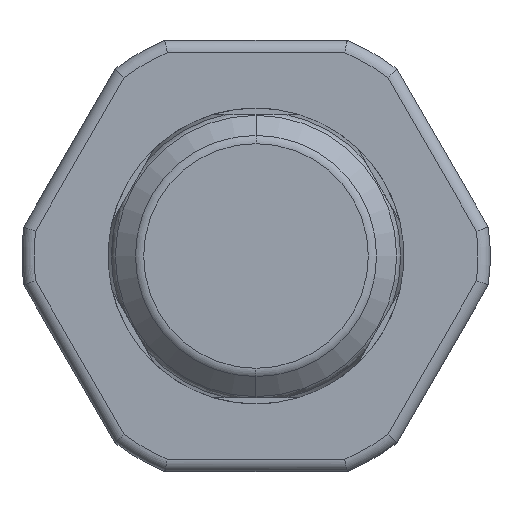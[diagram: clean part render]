
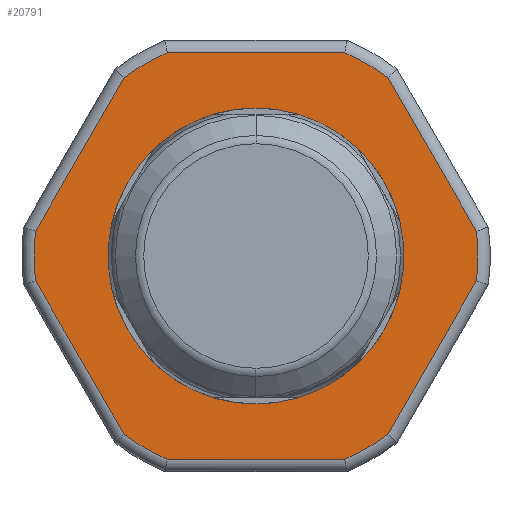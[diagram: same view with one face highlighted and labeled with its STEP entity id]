
A CAD part, front view. The second image highlights one B-rep face of the part: STEP entity #20791.
In plain terms, the highlighted planar face has unit normal (0, -1, 0).
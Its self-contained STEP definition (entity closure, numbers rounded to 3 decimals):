
#3367=DIRECTION('',(-0.5,0.,-0.866));
#3368=VECTOR('',#3367,14.387);
#3369=CARTESIAN_POINT('',(-10.693,-5.9,14.48));
#3370=LINE('',#3369,#3368);
#3371=DIRECTION('',(-1.,0.,0.));
#3372=VECTOR('',#3371,14.387);
#3373=CARTESIAN_POINT('',(7.194,-5.9,16.5));
#3374=LINE('',#3373,#3372);
#3375=DIRECTION('',(-0.5,0.,0.866));
#3376=VECTOR('',#3375,14.387);
#3377=CARTESIAN_POINT('',(17.886,-5.9,2.02));
#3378=LINE('',#3377,#3376);
#3379=DIRECTION('',(0.5,0.,0.866));
#3380=VECTOR('',#3379,14.387);
#3381=CARTESIAN_POINT('',(10.693,-5.9,-14.48));
#3382=LINE('',#3381,#3380);
#3383=DIRECTION('',(1.,0.,0.));
#3384=VECTOR('',#3383,14.387);
#3385=CARTESIAN_POINT('',(-7.194,-5.9,-16.5));
#3386=LINE('',#3385,#3384);
#3387=DIRECTION('',(0.5,0.,-0.866));
#3388=VECTOR('',#3387,14.387);
#3389=CARTESIAN_POINT('',(-17.886,-5.9,-2.02));
#3390=LINE('',#3389,#3388);
#3391=CARTESIAN_POINT('',(0.,-5.9,0.));
#3392=DIRECTION('',(0.,-1.,0.));
#3393=DIRECTION('',(1.,0.,0.));
#3394=AXIS2_PLACEMENT_3D('',#3391,#3392,#3393);
#3396=CARTESIAN_POINT('',(0.,-5.9,0.));
#3397=DIRECTION('',(0.,-1.,0.));
#3398=DIRECTION('',(-0.998,0.,-0.062));
#3399=AXIS2_PLACEMENT_3D('',#3396,#3397,#3398);
#3425=CARTESIAN_POINT('',(0.,-5.9,0.));
#3426=DIRECTION('',(0.,-1.,0.));
#3427=DIRECTION('',(-0.594,0.,-0.804));
#3428=AXIS2_PLACEMENT_3D('',#3425,#3426,#3427);
#3509=CARTESIAN_POINT('',(0.,-5.9,0.));
#3510=DIRECTION('',(0.,-1.,0.));
#3511=DIRECTION('',(0.994,0.,-0.112));
#3512=AXIS2_PLACEMENT_3D('',#3509,#3510,#3511);
#3581=CARTESIAN_POINT('',(0.,-5.9,0.));
#3582=DIRECTION('',(0.,-1.,0.));
#3583=DIRECTION('',(0.594,0.,0.804));
#3584=AXIS2_PLACEMENT_3D('',#3581,#3582,#3583);
#3653=CARTESIAN_POINT('',(0.,-5.9,0.));
#3654=DIRECTION('',(0.,-1.,0.));
#3655=DIRECTION('',(-0.4,0.,0.917));
#3656=AXIS2_PLACEMENT_3D('',#3653,#3654,#3655);
#15788=CARTESIAN_POINT('',(0.,-5.9,0.));
#15789=DIRECTION('',(0.,-1.,0.));
#15790=DIRECTION('',(0.4,0.,-0.917));
#15791=AXIS2_PLACEMENT_3D('',#15788,#15789,#15790);
#15848=CARTESIAN_POINT('',(0.,-5.9,0.));
#15849=DIRECTION('',(0.,-1.,0.));
#15850=DIRECTION('',(-0.994,0.,0.112));
#15851=AXIS2_PLACEMENT_3D('',#15848,#15849,#15850);
#15950=CARTESIAN_POINT('',(-0.573,-5.9,
0.417));
#15951=DIRECTION('',(0.,1.,0.));
#15952=DIRECTION('',(-0.994,0.,-0.108));
#15953=AXIS2_PLACEMENT_3D('',#15950,#15951,#15952);
#16943=CARTESIAN_POINT('',(-10.693,-5.9,14.48));
#16944=CARTESIAN_POINT('',(-17.886,-5.9,2.02));
#16945=VERTEX_POINT('',#16943);
#16946=VERTEX_POINT('',#16944);
#16947=CARTESIAN_POINT('',(-17.886,-5.9,-2.02));
#16948=CARTESIAN_POINT('',(-10.693,-5.9,-14.48));
#16949=VERTEX_POINT('',#16947);
#16950=VERTEX_POINT('',#16948);
#16951=CARTESIAN_POINT('',(-7.194,-5.9,-16.5));
#16952=CARTESIAN_POINT('',(7.194,-5.9,-16.5));
#16953=VERTEX_POINT('',#16951);
#16954=VERTEX_POINT('',#16952);
#16955=CARTESIAN_POINT('',(10.693,-5.9,-14.48));
#16956=CARTESIAN_POINT('',(17.886,-5.9,-2.02));
#16957=VERTEX_POINT('',#16955);
#16958=VERTEX_POINT('',#16956);
#16959=CARTESIAN_POINT('',(17.886,-5.9,2.02));
#16960=CARTESIAN_POINT('',(10.693,-5.9,14.48));
#16961=VERTEX_POINT('',#16959);
#16962=VERTEX_POINT('',#16960);
#16963=CARTESIAN_POINT('',(7.194,-5.9,16.5));
#16964=CARTESIAN_POINT('',(-7.194,-5.9,16.5));
#16965=VERTEX_POINT('',#16963);
#16966=VERTEX_POINT('',#16964);
#17168=CARTESIAN_POINT('',(10.3,-5.9,0.));
#17169=CARTESIAN_POINT('',(-2.545,-5.9,9.981));
#17170=VERTEX_POINT('',#17168);
#17171=VERTEX_POINT('',#17169);
#17172=CARTESIAN_POINT('',(-10.28,-5.9,-0.639));
#17173=VERTEX_POINT('',#17172);
#20754=CARTESIAN_POINT('',(0.,-5.9,0.));
#20755=DIRECTION('',(0.,1.,0.));
#20756=DIRECTION('',(0.,0.,1.));
#20757=AXIS2_PLACEMENT_3D('',#20754,#20755,#20756);
#20758=PLANE('',#20757);
#20760=ORIENTED_EDGE('',*,*,#20759,.F.);
#20762=ORIENTED_EDGE('',*,*,#20761,.F.);
#20764=ORIENTED_EDGE('',*,*,#20763,.F.);
#20766=ORIENTED_EDGE('',*,*,#20765,.F.);
#20768=ORIENTED_EDGE('',*,*,#20767,.F.);
#20770=ORIENTED_EDGE('',*,*,#20769,.F.);
#20772=ORIENTED_EDGE('',*,*,#20771,.F.);
#20774=ORIENTED_EDGE('',*,*,#20773,.F.);
#20776=ORIENTED_EDGE('',*,*,#20775,.F.);
#20778=ORIENTED_EDGE('',*,*,#20777,.F.);
#20780=ORIENTED_EDGE('',*,*,#20779,.F.);
#20782=ORIENTED_EDGE('',*,*,#20781,.F.);
#20783=EDGE_LOOP('',(#20760,#20762,#20764,#20766,#20768,#20770,#20772,#20774,
#20776,#20778,#20780,#20782));
#20784=FACE_OUTER_BOUND('',#20783,.F.);
#20785=ORIENTED_EDGE('',*,*,#20732,.T.);
#20787=ORIENTED_EDGE('',*,*,#20786,.F.);
#20788=ORIENTED_EDGE('',*,*,#20746,.T.);
#20789=EDGE_LOOP('',(#20785,#20787,#20788));
#20790=FACE_BOUND('',#20789,.F.);
#3395=CIRCLE('',#3394,10.3);
#3400=CIRCLE('',#3399,10.3);
#3429=CIRCLE('',#3428,18.);
#3513=CIRCLE('',#3512,18.);
#3585=CIRCLE('',#3584,18.);
#3657=CIRCLE('',#3656,18.);
#15792=CIRCLE('',#15791,18.);
#15852=CIRCLE('',#15851,18.);
#15954=CIRCLE('',#15953,9.765);
#20732=EDGE_CURVE('',#17170,#17171,#3395,.T.);
#20746=EDGE_CURVE('',#17173,#17170,#3400,.T.);
#20759=EDGE_CURVE('',#16945,#16946,#3370,.T.);
#20761=EDGE_CURVE('',#16966,#16945,#3657,.T.);
#20763=EDGE_CURVE('',#16965,#16966,#3374,.T.);
#20765=EDGE_CURVE('',#16962,#16965,#3585,.T.);
#20767=EDGE_CURVE('',#16961,#16962,#3378,.T.);
#20769=EDGE_CURVE('',#16958,#16961,#3513,.T.);
#20771=EDGE_CURVE('',#16957,#16958,#3382,.T.);
#20773=EDGE_CURVE('',#16954,#16957,#15792,.T.);
#20775=EDGE_CURVE('',#16953,#16954,#3386,.T.);
#20777=EDGE_CURVE('',#16950,#16953,#3429,.T.);
#20779=EDGE_CURVE('',#16949,#16950,#3390,.T.);
#20781=EDGE_CURVE('',#16946,#16949,#15852,.T.);
#20786=EDGE_CURVE('',#17173,#17171,#15954,.T.);
#20791=ADVANCED_FACE('',(#20784,#20790),#20758,.F.);
